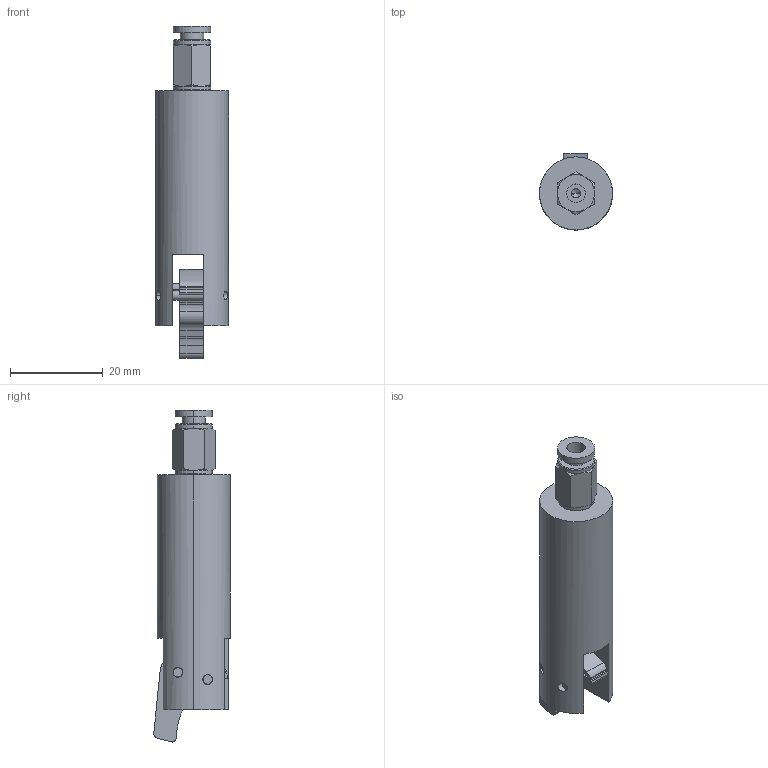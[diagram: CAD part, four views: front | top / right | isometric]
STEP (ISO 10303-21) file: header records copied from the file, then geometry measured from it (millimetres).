
FILE_DESCRIPTION (( 'STEP AP214' ), '1' );
FILE_NAME ('CO12-SB-A.STEP', '2025-12-09T10:10:01', ( '' ), ( '' ), 'SwSTEP 2.0', 'SolidWorks 2024', '' );
FILE_SCHEMA (( 'AUTOMOTIVE_DESIGN' ));
Length unit declared in the file: millimetre
Products named in the file (5): CO12-SB-A; 爪子销; M5气管接头H8.prt; 实体; 新爪子
Assembly tree (5 placements, depth 2):
  CO12-SB-A
    实体
    M5气管接头H8.prt
    爪子销  x2
    新爪子
Bounding box: 15.75 x 16.5 x 71.63 mm (x, y, z)
Volume: 9459.3 mm3; surface area: 4904.8 mm2
Topology: 5 solids, 5 shells, 119 faces, 285 edges, 181 vertices
Faces by surface type: cylinder 57, plane 42, cone 20
Entity records: 3723 total; most frequent: CARTESIAN_POINT 815, DIRECTION 611, ORIENTED_EDGE 554, EDGE_CURVE 277, AXIS2_PLACEMENT_3D 243, VERTEX_POINT 177, EDGE_LOOP 132, VECTOR 125
